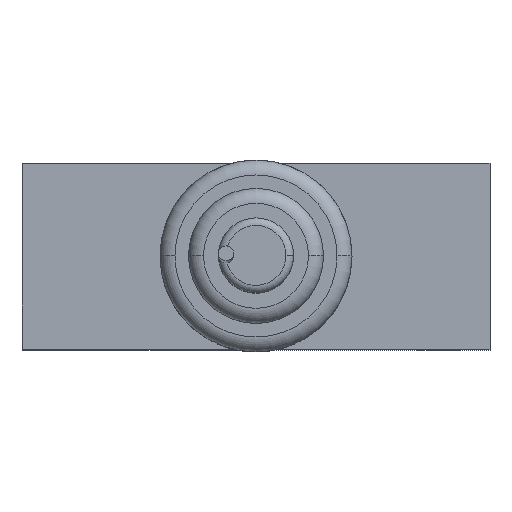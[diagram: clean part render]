
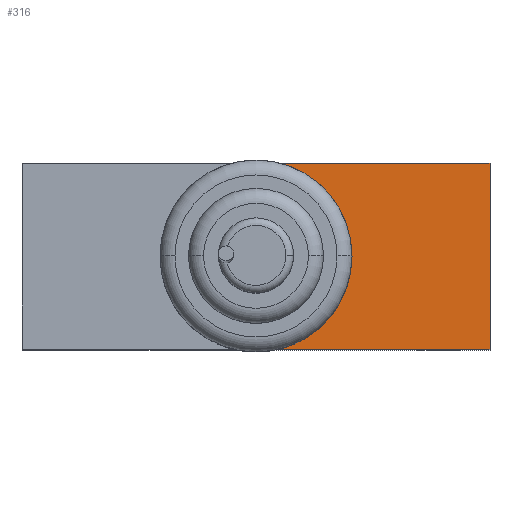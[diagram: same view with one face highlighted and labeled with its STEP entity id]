
A CAD part, top view. The second image highlights one B-rep face of the part: STEP entity #316.
In plain terms, the highlighted planar face has unit normal (0, 0, 1).
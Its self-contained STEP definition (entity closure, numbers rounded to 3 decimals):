
#316=ADVANCED_FACE('FACE88',(#663),#664,.T.);
#663=FACE_OUTER_BOUND('',#1032,.T.);
#664=PLANE('',#1033);
#1032=EDGE_LOOP('',(#1844,#1845,#1846,#1847,#1848));
#1033=AXIS2_PLACEMENT_3D('',#1849,#1850,#1851);
#1844=ORIENTED_EDGE('',*,*,#2367,.T.);
#1845=ORIENTED_EDGE('',*,*,#2368,.T.);
#1846=ORIENTED_EDGE('',*,*,#2348,.T.);
#1847=ORIENTED_EDGE('',*,*,#2345,.T.);
#1848=ORIENTED_EDGE('',*,*,#2357,.T.);
#1849=CARTESIAN_POINT('',(0.0,0.0,44.45));
#1850=DIRECTION('',(0.0,0.0,1.0));
#1851=DIRECTION('',(1.0,0.0,0.0));
#2345=EDGE_CURVE('EDGE177',#2808,#2810,#2812,.T.);
#2348=EDGE_CURVE('EDGE179',#2816,#2808,#2817,.T.);
#2357=EDGE_CURVE('EDGE186',#2810,#2828,#2830,.T.);
#2367=EDGE_CURVE('EDGE192',#2828,#2842,#2843,.T.);
#2368=EDGE_CURVE('EDGE193',#2842,#2816,#2844,.T.);
#2808=VERTEX_POINT('VERTEX101',#3369);
#2810=VERTEX_POINT('VERTEX102',#3372);
#2812=LINE('',#3375,#3376);
#2816=VERTEX_POINT('VERTEX104',#3381);
#2817=LINE('',#3382,#3383);
#2828=VERTEX_POINT('VERTEX108',#3399);
#2830=LINE('',#3402,#3403);
#2842=VERTEX_POINT('VERTEX111',#3415);
#2843=CIRCLE('',#3416,8.128);
#2844=CIRCLE('',#3417,8.128);
#3369=CARTESIAN_POINT('',(19.812,-7.874,44.45));
#3372=CARTESIAN_POINT('',(19.812,7.874,44.45));
#3375=CARTESIAN_POINT('',(19.812,0.0,44.45));
#3376=VECTOR('',#3987,25.4);
#3381=CARTESIAN_POINT('',(2.016,-7.874,44.45));
#3382=CARTESIAN_POINT('',(0.0,-7.874,44.45));
#3383=VECTOR('',#3989,25.4);
#3399=CARTESIAN_POINT('',(2.016,7.874,44.45));
#3402=CARTESIAN_POINT('',(0.0,7.874,44.45));
#3403=VECTOR('',#3996,25.4);
#3415=CARTESIAN_POINT('',(8.128,0.,44.45));
#3416=AXIS2_PLACEMENT_3D('',#4012,#4013,#4014);
#3417=AXIS2_PLACEMENT_3D('',#4015,#4016,#4017);
#3987=DIRECTION('',(0.0,1.0,0.0));
#3989=DIRECTION('',(1.0,0.0,0.0));
#3996=DIRECTION('',(-1.0,0.0,0.0));
#4012=CARTESIAN_POINT('',(0.0,0.0,44.45));
#4013=DIRECTION('',(0.0,0.0,-1.0));
#4014=DIRECTION('',(1.0,0.0,0.0));
#4015=CARTESIAN_POINT('',(0.0,0.0,44.45));
#4016=DIRECTION('',(0.0,0.0,-1.0));
#4017=DIRECTION('',(1.0,0.0,0.0));
